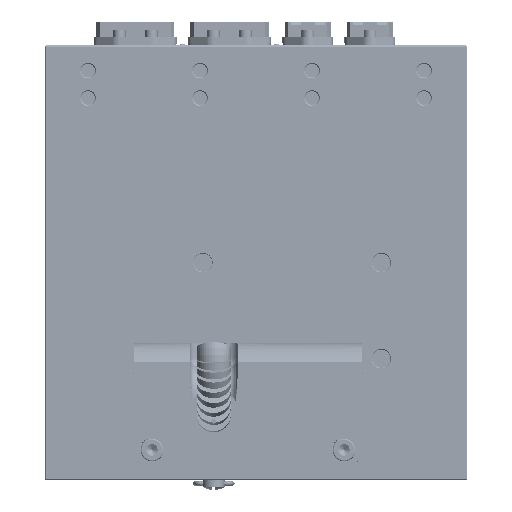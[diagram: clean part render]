
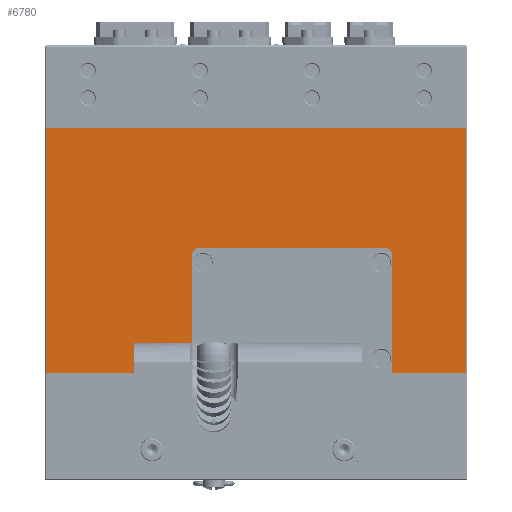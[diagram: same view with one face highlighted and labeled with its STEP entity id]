
A CAD part, top view. The second image highlights one B-rep face of the part: STEP entity #6780.
In plain terms, the highlighted planar face has unit normal (0, 0, 1).
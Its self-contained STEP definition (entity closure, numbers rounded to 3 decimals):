
#6780=ADVANCED_FACE('', (#6790), #6800, .T.);
#202920=AXIS2_PLACEMENT_3D('Ax2Pl3d', #202930, #202940, #202950);
#202960=AXIS2_PLACEMENT_3D('Ax2Pl3d', #202970, #202980, #202990);
#203000=AXIS2_PLACEMENT_3D('Ax2Pl3d', #203010, #203020, #203030);
#939090=CARTESIAN_POINT('', (64.5,46.5,125.));
#939110=CARTESIAN_POINT('', (64.5,98.1,125.));
#939120=CARTESIAN_POINT('', (64.5,46.5,125.));
#939140=CARTESIAN_POINT('', (68.,101.6,125.));
#202930=CARTESIAN_POINT('HicPkt', (68.,98.1,125.));
#202970=CARTESIAN_POINT('HicPkt', (0.,154.,125.));
#939150=CARTESIAN_POINT('', (0.5,154.,125.));
#939160=CARTESIAN_POINT('', (184.5,154.,125.));
#939170=CARTESIAN_POINT('', (0.5,154.,125.));
#939180=CARTESIAN_POINT('', (0.5,46.5,125.));
#939190=CARTESIAN_POINT('', (0.5,46.5,125.));
#939200=CARTESIAN_POINT('', (64.5,46.5,125.));
#939210=CARTESIAN_POINT('', (68.,101.6,125.));
#939220=CARTESIAN_POINT('', (148.596,101.6,125.));
#203010=CARTESIAN_POINT('HicPkt', (148.596,98.1,125.));
#939230=CARTESIAN_POINT('', (152.096,98.1,125.));
#939240=CARTESIAN_POINT('', (152.096,98.1,125.));
#939250=CARTESIAN_POINT('', (152.096,46.5,125.));
#939260=CARTESIAN_POINT('', (184.5,46.5,125.));
#939270=CARTESIAN_POINT('', (184.5,46.5,125.));
#939280=CARTESIAN_POINT('', (184.5,154.,125.));
#1119540=CIRCLE('Circle', #202920, 3.5);
#1119550=CIRCLE('Circle', #203000, 3.5);
#1602950=DIRECTION('', (0.,-1.,0.));
#202940=DIRECTION('Axis', (0.,0.,1.));
#202950=DIRECTION('RefDirection', (1.,0.,-0.));
#202980=DIRECTION('Axis', (0.,0.,1.));
#202990=DIRECTION('RefDirection', (1.,0.,-0.));
#1602970=DIRECTION('', (-1.,0.,0.));
#1602980=DIRECTION('', (0.,-1.,0.));
#1602990=DIRECTION('', (1.,0.,0.));
#1603000=DIRECTION('', (-1.,0.,0.));
#203020=DIRECTION('Axis', (0.,0.,1.));
#203030=DIRECTION('RefDirection', (1.,0.,-0.));
#1603010=DIRECTION('', (0.,1.,0.));
#1603020=DIRECTION('', (1.,0.,0.));
#1603030=DIRECTION('', (0.,1.,0.));
#1687380=EDGE_CURVE('', #1687360, #1687330, #1687390, .T.);
#1687430=EDGE_CURVE('', #1687410, #1687360, #1119540, .T.);
#1687440=EDGE_CURVE('', #1687450, #1687460, #1687470, .T.);
#1687480=EDGE_CURVE('', #1687460, #1687490, #1687500, .T.);
#1687510=EDGE_CURVE('', #1687490, #1687330, #1687520, .T.);
#1687530=EDGE_CURVE('', #1687540, #1687410, #1687550, .T.);
#1687560=EDGE_CURVE('', #1687570, #1687540, #1119550, .T.);
#1687580=EDGE_CURVE('', #1687590, #1687570, #1687600, .T.);
#1687610=EDGE_CURVE('', #1687590, #1687620, #1687630, .T.);
#1687640=EDGE_CURVE('', #1687620, #1687450, #1687650, .T.);
#2015070=EDGE_LOOP('Edge_loop', (#2015080,#2015090,#2015100,#2015110,
#2015120,#2015130,#2015140,#2015150,#2015160,#2015170));
#6790=FACE_OUTER_BOUND('Face_outer_bound', #2015070, .T.);
#1687390=LINE('Line', #939120, #2405570);
#1687470=LINE('Line', #939150, #2405590);
#1687500=LINE('Line', #939180, #2405600);
#1687520=LINE('Line', #939200, #2405610);
#1687550=LINE('Line', #939210, #2405620);
#1687600=LINE('Line', #939240, #2405630);
#1687630=LINE('Line', #939260, #2405640);
#1687650=LINE('Line', #939280, #2405650);
#2015080=ORIENTED_EDGE('', *, *, #1687440, .T.);
#2015090=ORIENTED_EDGE('', *, *, #1687480, .T.);
#2015100=ORIENTED_EDGE('', *, *, #1687510, .T.);
#2015110=ORIENTED_EDGE('', *, *, #1687380, .F.);
#2015120=ORIENTED_EDGE('', *, *, #1687430, .F.);
#2015130=ORIENTED_EDGE('', *, *, #1687530, .F.);
#2015140=ORIENTED_EDGE('', *, *, #1687560, .F.);
#2015150=ORIENTED_EDGE('', *, *, #1687580, .F.);
#2015160=ORIENTED_EDGE('', *, *, #1687610, .T.);
#2015170=ORIENTED_EDGE('', *, *, #1687640, .T.);
#6800=PLANE('Plane', #202960);
#2405570=VECTOR('', #1602950, 51.6);
#2405590=VECTOR('', #1602970, 184.);
#2405600=VECTOR('', #1602980, 107.5);
#2405610=VECTOR('', #1602990, 64.);
#2405620=VECTOR('', #1603000, 80.596);
#2405630=VECTOR('', #1603010, 51.6);
#2405640=VECTOR('', #1603020, 32.404);
#2405650=VECTOR('', #1603030, 107.5);
#1687330=VERTEX_POINT('', #939090);
#1687360=VERTEX_POINT('', #939110);
#1687410=VERTEX_POINT('', #939140);
#1687450=VERTEX_POINT('', #939160);
#1687460=VERTEX_POINT('', #939170);
#1687490=VERTEX_POINT('', #939190);
#1687540=VERTEX_POINT('', #939220);
#1687570=VERTEX_POINT('', #939230);
#1687590=VERTEX_POINT('', #939250);
#1687620=VERTEX_POINT('', #939270);
